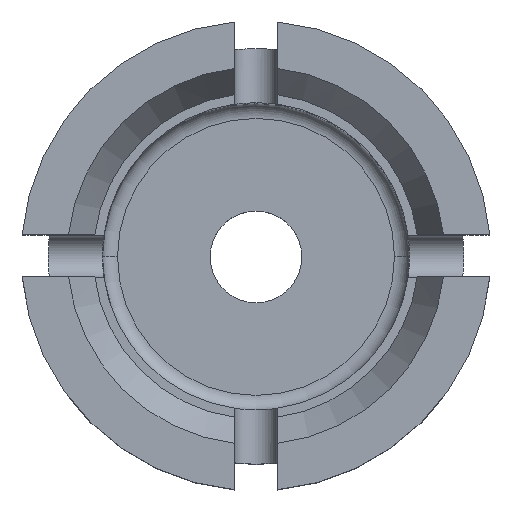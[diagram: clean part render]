
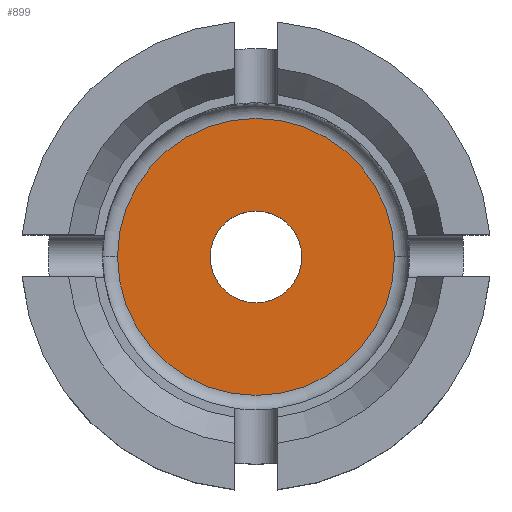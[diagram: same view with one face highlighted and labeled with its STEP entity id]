
A CAD part, top view. The second image highlights one B-rep face of the part: STEP entity #899.
In plain terms, the highlighted planar face has unit normal (0, 0, 1).
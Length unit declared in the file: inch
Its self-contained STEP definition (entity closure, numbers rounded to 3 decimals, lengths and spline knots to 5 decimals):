
#93 = CIRCLE ( 'NONE', #304, 0.09055 ) ;
#148 = EDGE_CURVE ( 'NONE', #2237, #2373, #93, .T. ) ;
#304 = AXIS2_PLACEMENT_3D ( 'NONE', #1385, #2594, #1181 ) ;
#323 = EDGE_LOOP ( 'NONE', ( #500, #979 ) ) ;
#366 = CARTESIAN_POINT ( 'NONE',  ( -0.03, 0., -0.35433 ) ) ;
#375 = FACE_OUTER_BOUND ( 'NONE', #323, .T. ) ;
#419 = DIRECTION ( 'NONE',  ( 0., 0., 1. ) ) ;
#427 = AXIS2_PLACEMENT_3D ( 'NONE', #668, #2307, #1099 ) ;
#455 = VERTEX_POINT ( 'NONE', #366 ) ;
#500 = ORIENTED_EDGE ( 'NONE', *, *, #148, .T. ) ;
#536 = DIRECTION ( 'NONE',  ( 0., 0., 1. ) ) ;
#623 = EDGE_LOOP ( 'NONE', ( #2342, #1305 ) ) ;
#634 = AXIS2_PLACEMENT_3D ( 'NONE', #1760, #536, #1954 ) ;
#668 = CARTESIAN_POINT ( 'NONE',  ( 0.10039, 0., -0.35433 ) ) ;
#702 = CARTESIAN_POINT ( 'NONE',  ( 0., 0., -0.35433 ) ) ;
#703 = VERTEX_POINT ( 'NONE', #2155 ) ;
#757 = CIRCLE ( 'NONE', #1346, 0.09055 ) ;
#881 = CIRCLE ( 'NONE', #2220, 0.03 ) ;
#899 = ADVANCED_FACE ( 'NONE', ( #375, #2067 ), #1290, .F. ) ;
#916 = DIRECTION ( 'NONE',  ( 1., 0., 0. ) ) ;
#979 = ORIENTED_EDGE ( 'NONE', *, *, #1326, .T. ) ;
#1099 = DIRECTION ( 'NONE',  ( -1., 0., 0. ) ) ;
#1181 = DIRECTION ( 'NONE',  ( -1., 0., 0. ) ) ;
#1290 = PLANE ( 'NONE',  #427 ) ;
#1305 = ORIENTED_EDGE ( 'NONE', *, *, #2094, .F. ) ;
#1326 = EDGE_CURVE ( 'NONE', #2373, #2237, #757, .T. ) ;
#1346 = AXIS2_PLACEMENT_3D ( 'NONE', #1653, #419, #1848 ) ;
#1385 = CARTESIAN_POINT ( 'NONE',  ( 0., 0., -0.35433 ) ) ;
#1653 = CARTESIAN_POINT ( 'NONE',  ( 0., 0., -0.35433 ) ) ;
#1760 = CARTESIAN_POINT ( 'NONE',  ( 0., 0., -0.35433 ) ) ;
#1848 = DIRECTION ( 'NONE',  ( -1., 0., 0. ) ) ;
#1954 = DIRECTION ( 'NONE',  ( 1., 0., 0. ) ) ;
#2017 = CARTESIAN_POINT ( 'NONE',  ( -0.09055, 0., -0.35433 ) ) ;
#2059 = CIRCLE ( 'NONE', #634, 0.03 ) ;
#2067 = FACE_BOUND ( 'NONE', #623, .T. ) ;
#2080 = CARTESIAN_POINT ( 'NONE',  ( 0.09055, 0., -0.35433 ) ) ;
#2094 = EDGE_CURVE ( 'NONE', #455, #703, #2059, .T. ) ;
#2128 = DIRECTION ( 'NONE',  ( 0., 0., 1. ) ) ;
#2155 = CARTESIAN_POINT ( 'NONE',  ( 0.03, 0., -0.35433 ) ) ;
#2220 = AXIS2_PLACEMENT_3D ( 'NONE', #702, #2128, #916 ) ;
#2237 = VERTEX_POINT ( 'NONE', #2017 ) ;
#2307 = DIRECTION ( 'NONE',  ( 0., 0., -1. ) ) ;
#2342 = ORIENTED_EDGE ( 'NONE', *, *, #2498, .F. ) ;
#2373 = VERTEX_POINT ( 'NONE', #2080 ) ;
#2498 = EDGE_CURVE ( 'NONE', #703, #455, #881, .T. ) ;
#2594 = DIRECTION ( 'NONE',  ( 0., 0., 1. ) ) ;
